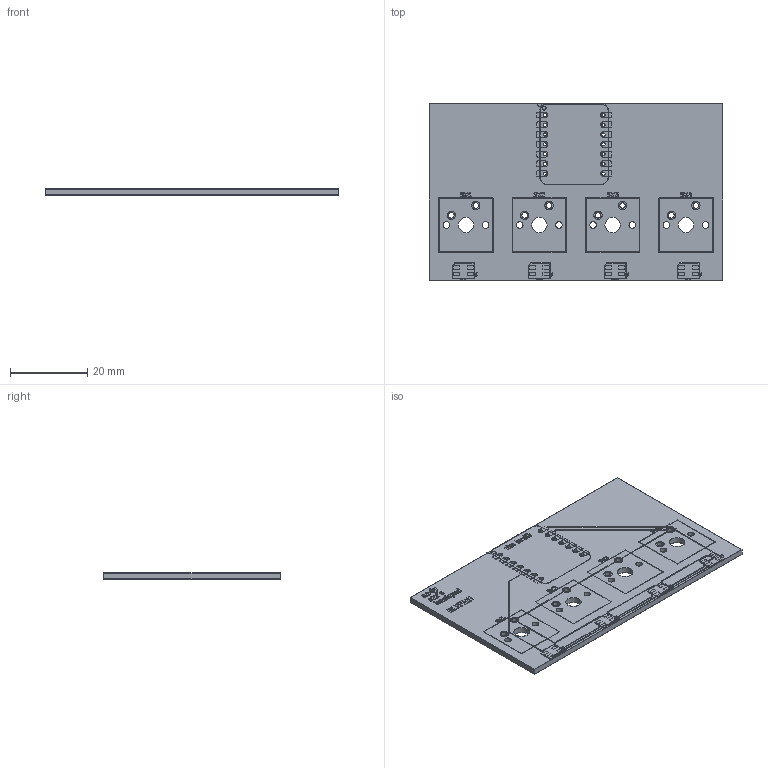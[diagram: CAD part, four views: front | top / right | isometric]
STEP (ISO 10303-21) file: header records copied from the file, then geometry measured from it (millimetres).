
FILE_DESCRIPTION(('KiCad electronic assembly'),'2;1');
FILE_NAME('hackpad.step','2025-11-18T12:29:00',('Pcbnew'),('Kicad'), 'Open CASCADE STEP processor 7.5','KiCad to STEP converter','Unknown' );
FILE_SCHEMA(('AUTOMOTIVE_DESIGN { 1 0 10303 214 1 1 1 1 }'));
Length unit declared in the file: millimetre
Products named in the file (5): hackpad 1; hackpad_copper; hackpad_silkscreen; hackpad_soldermask; hackpad_PCB
Assembly tree (4 placements, depth 2):
  hackpad 1
    hackpad_copper
    hackpad_silkscreen
    hackpad_soldermask
    hackpad_PCB
Bounding box: 76.2 x 45.74 x 1.64 mm (x, y, z)
Volume: 5137.7 mm3; surface area: 14916.1 mm2
Topology: 59 solids, 96 shells, 1461 faces, 4582 edges, 3318 vertices
Faces by surface type: plane 1155, cylinder 306
Full cylindrical faces by diameter (mm): 0.839 x14, 0.889 x28, 1.45 x8, 1.5 x16, 1.524 x14, 1.7 x8, 2.2 x16, 4 x4
Entity records: 51341 total; most frequent: CARTESIAN_POINT 9366, DIRECTION 8421, ORIENTED_EDGE 8374, EDGE_CURVE 4582, LINE 3675, VECTOR 3675, VERTEX_POINT 3318, AXIS2_PLACEMENT_3D 2373
